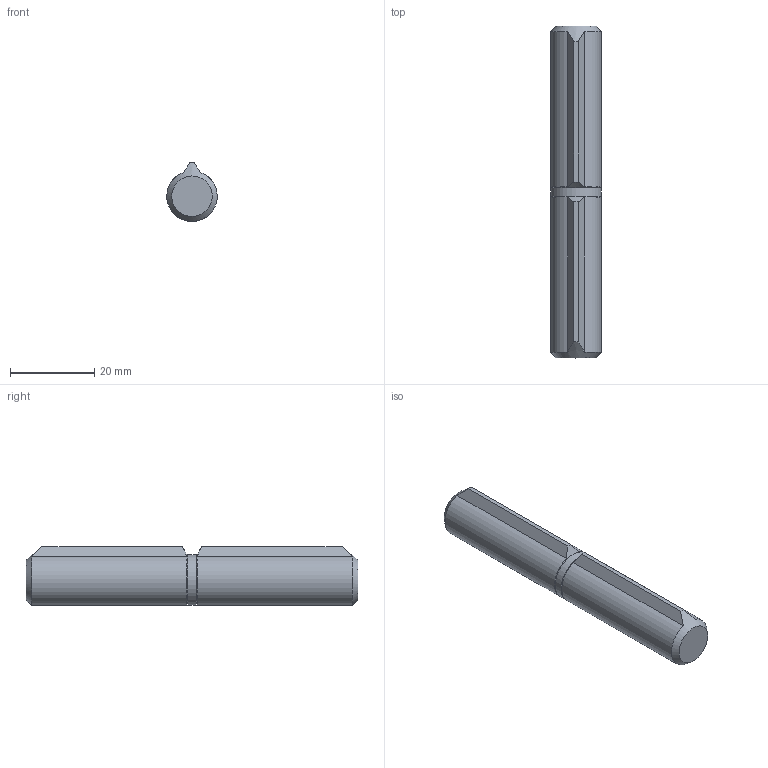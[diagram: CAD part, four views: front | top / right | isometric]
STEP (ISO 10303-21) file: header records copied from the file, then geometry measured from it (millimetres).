
FILE_DESCRIPTION (( 'STEP AP203' ), '1' );
FILE_NAME ('56510-240-80.step', '2022-11-03T12:32:40', ( '' ), ( '' ), 'SwSTEP 2.0', 'SolidWorks 2018', '' );
FILE_SCHEMA (( 'CONFIG_CONTROL_DESIGN' ));
Length unit declared in the file: millimetre
Products named in the file (4): 56510-240-80; 56510-240 Teil3_56510-240-80 Teil3; 56510-240 Teil2_56510-240-80 Teil2; 56510-240 Teil1_56510-240-80 Teil1
Assembly tree (3 placements, depth 2):
  56510-240-80
    56510-240 Teil2_56510-240-80 Teil2
    56510-240 Teil3_56510-240-80 Teil3
    56510-240 Teil1_56510-240-80 Teil1
Bounding box: 12 x 79 x 14 mm (x, y, z)
Volume: 9123.1 mm3; surface area: 4460.2 mm2
Topology: 3 solids, 3 shells, 324 faces, 853 edges, 568 vertices
Faces by surface type: plane 169, bspline 143, cone 6, cylinder 6
Full cylindrical faces by diameter (mm): 7 x1, 7.3 x2, 12 x1
Entity records: 17777 total; most frequent: CARTESIAN_POINT 10404, ORIENTED_EDGE 1678, DIRECTION 933, EDGE_CURVE 839, VERTEX_POINT 564, LINE 523, VECTOR 523, EDGE_LOOP 369
